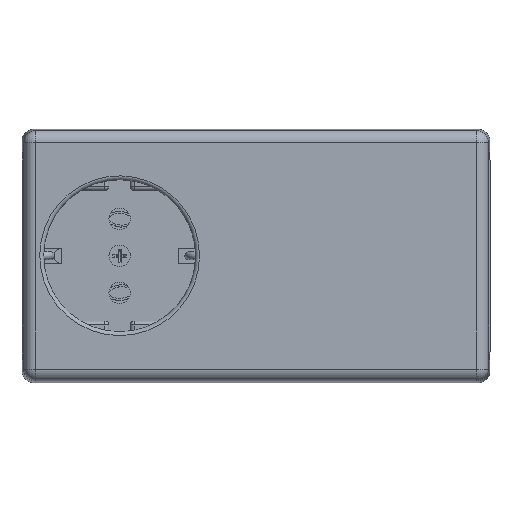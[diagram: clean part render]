
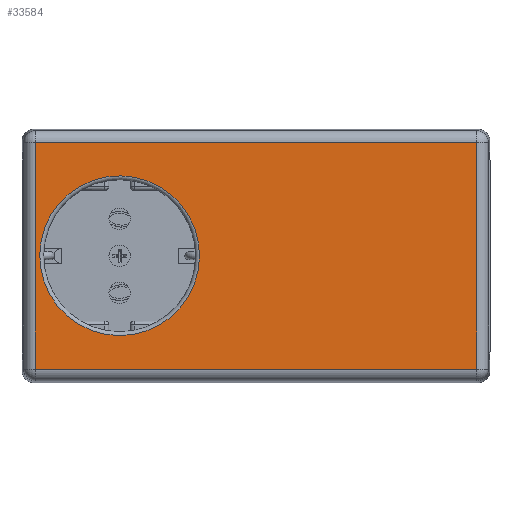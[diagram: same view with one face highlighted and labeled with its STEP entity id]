
A CAD part, top view. The second image highlights one B-rep face of the part: STEP entity #33584.
In plain terms, the highlighted face is planar.
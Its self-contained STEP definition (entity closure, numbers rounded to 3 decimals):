
#29438=CARTESIAN_POINT('',(72.996,-25.109,-9.));
#29439=VERTEX_POINT('',#29438);
#29440=CARTESIAN_POINT('',(62.5,-7.5,-9.));
#29441=DIRECTION('',(0.0,0.0,-1.));
#29442=DIRECTION('',(-0.512,0.859,0.0));
#29443=AXIS2_PLACEMENT_3D('',#29440,#29441,#29442);
#29444=CIRCLE('',#29443,20.5);
#29445=EDGE_CURVE('',#29439,#29439,#29444,.T.);
#33208=CARTESIAN_POINT('',(84.097,21.597,-9.));
#33209=VERTEX_POINT('',#33208);
#33217=CARTESIAN_POINT('',(-29.097,21.597,-9.));
#33218=VERTEX_POINT('',#33217);
#33219=CARTESIAN_POINT('',(84.097,21.597,-9.));
#33220=DIRECTION('',(-1.0,0.0,0.0));
#33221=VECTOR('',#33220,113.193);
#33222=LINE('',#33219,#33221);
#33223=EDGE_CURVE('',#33209,#33218,#33222,.T.);
#33257=CARTESIAN_POINT('',(-29.097,-36.597,-9.));
#33258=VERTEX_POINT('',#33257);
#33259=CARTESIAN_POINT('',(-29.097,21.597,-9.));
#33260=DIRECTION('',(0.0,-1.0,0.0));
#33261=VECTOR('',#33260,58.193);
#33262=LINE('',#33259,#33261);
#33263=EDGE_CURVE('',#33218,#33258,#33262,.T.);
#33297=CARTESIAN_POINT('',(84.097,-36.597,-9.));
#33298=VERTEX_POINT('',#33297);
#33299=CARTESIAN_POINT('',(-29.097,-36.597,-9.));
#33300=DIRECTION('',(1.0,0.0,0.0));
#33301=VECTOR('',#33300,113.193);
#33302=LINE('',#33299,#33301);
#33303=EDGE_CURVE('',#33258,#33298,#33302,.T.);
#33354=CARTESIAN_POINT('',(84.097,-36.597,-9.));
#33355=DIRECTION('',(0.0,1.0,0.0));
#33356=VECTOR('',#33355,58.193);
#33357=LINE('',#33354,#33356);
#33358=EDGE_CURVE('',#33298,#33209,#33357,.T.);
#33570=CARTESIAN_POINT('',(27.5,-7.5,-9.));
#33571=DIRECTION('',(0.0,0.0,1.0));
#33572=DIRECTION('',(1.0,0.0,0.0));
#33573=AXIS2_PLACEMENT_3D('',#33570,#33571,#33572);
#33574=PLANE('',#33573);
#33575=ORIENTED_EDGE('',*,*,#33223,.F.);
#33576=ORIENTED_EDGE('',*,*,#33358,.F.);
#33577=ORIENTED_EDGE('',*,*,#33303,.F.);
#33578=ORIENTED_EDGE('',*,*,#33263,.F.);
#33579=EDGE_LOOP('',(#33575,#33576,#33577,#33578));
#33580=FACE_OUTER_BOUND('',#33579,.T.);
#33581=ORIENTED_EDGE('',*,*,#29445,.F.);
#33582=EDGE_LOOP('',(#33581));
#33583=FACE_BOUND('',#33582,.T.);
#33584=ADVANCED_FACE('',(#33580,#33583),#33574,.F.);
